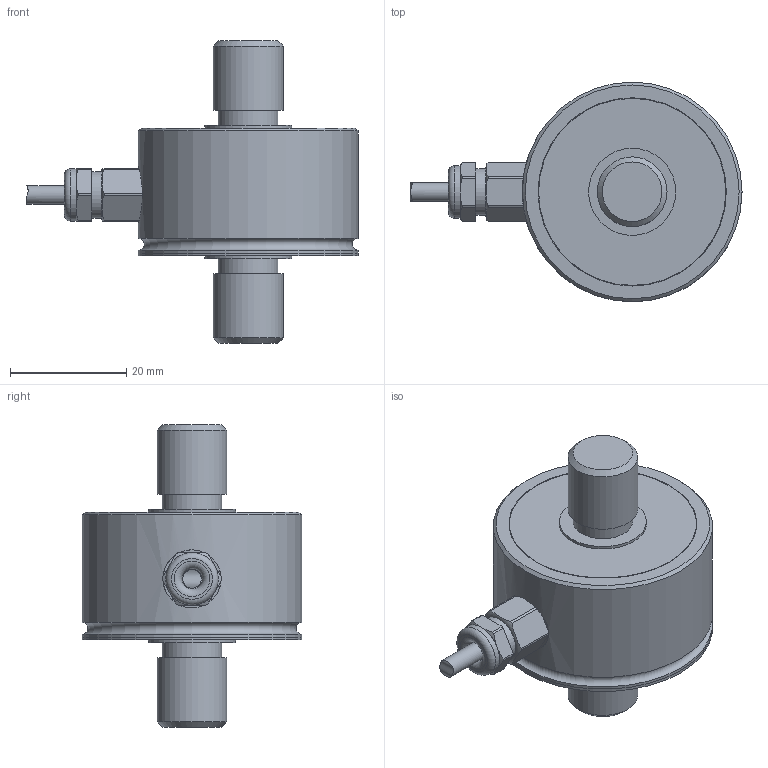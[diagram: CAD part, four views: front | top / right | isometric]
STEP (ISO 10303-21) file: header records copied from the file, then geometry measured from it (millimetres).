
FILE_DESCRIPTION(/* description */ ('Alibre Inc.'),/* implementation_level */ '2;1');
FILE_NAME(/* name */ 'export-FE49B83F-E946-405E-9212-1FADAA2B4C21',/* time_stamp */ '2023-05-09T16:20:47+01:00',/* author */ (''),/* organization */ (''),/* preprocessor_version */ 'ST-DEVELOPER v17',/* originating_system */ 'Alibre',/* authorisation */ '');
FILE_SCHEMA (('CONFIG_CONTROL_DESIGN'));
Length unit declared in the file: centimetre
Bounding box: 57.14 x 37.8 x 52 mm (x, y, z)
Volume: 15997.5 mm3; surface area: 12552.1 mm2
Topology: 4 solids, 4 shells, 95 faces, 200 edges, 129 vertices
Faces by surface type: plane 41, cylinder 35, cone 12, torus 6, bspline 1
Full cylindrical faces by diameter (mm): 3.2 x1, 3.5 x1, 5 x1, 6 x1, 7.5 x1, 8 x1, 9 x1, 10 x1, 10.25 x2, 12 x2, 15 x3, 29.25 x1, 32.2 x3, 32.4 x1, 37.8 x3
Entity records: 2948 total; most frequent: CARTESIAN_POINT 603, DIRECTION 332, ORIENTED_EDGE 318, AXIS2_PLACEMENT_3D 166, EDGE_CURVE 159, EDGE_LOOP 152, FACE_BOUND 152, VERTEX_POINT 123
